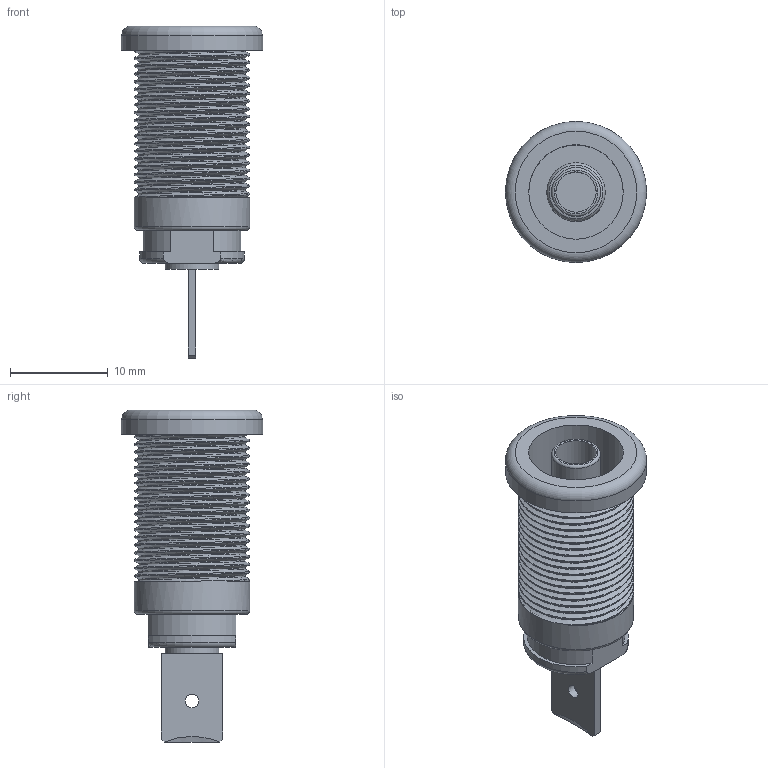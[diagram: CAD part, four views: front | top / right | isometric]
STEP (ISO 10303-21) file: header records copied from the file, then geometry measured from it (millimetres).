
FILE_DESCRIPTION(/* description */ (''),/* implementation_level */ '2;1');
FILE_NAME(/* name */ 'Hirschmann 4 mm Bananenbuchse Rot auf 6,3mmx0,8mm.step',/* time_stamp */ '2022-10-03T14:34:20+02:00',/* author */ (''),/* organization */ (''),/* preprocessor_version */ 'ST-DEVELOPER v19',/* originating_system */ 'Autodesk Translation Framework v11.7.0.108',/* authorisation */ '');
FILE_SCHEMA (('AUTOMOTIVE_DESIGN { 1 0 10303 214 3 1 1 }'));
Length unit declared in the file: millimetre
Products named in the file (2): Banana 6,3mm; 4mm Buchse v4
Assembly tree (1 placements, depth 2):
  Banana 6,3mm
    4mm Buchse v4
Bounding box: 14.47 x 14.47 x 34.04 mm (x, y, z)
Volume: 1352.4 mm3; surface area: 3786.4 mm2
Topology: 2 solids, 2 shells, 94 faces, 241 edges, 157 vertices
Faces by surface type: cylinder 58, plane 26, torus 6, bspline 2, cone 2
Full cylindrical faces by diameter (mm): 1.4 x1, 4.13 x2, 5 x1, 5.5 x2, 6 x1, 9.69 x1, 10.94 x20, 11.844 x20, 14.47 x1
Entity records: 7487 total; most frequent: CARTESIAN_POINT 5276, ORIENTED_EDGE 482, DIRECTION 390, EDGE_CURVE 241, VERTEX_POINT 157, AXIS2_PLACEMENT_3D 151, EDGE_LOOP 104, B_SPLINE_CURVE_WITH_KNOTS 95
